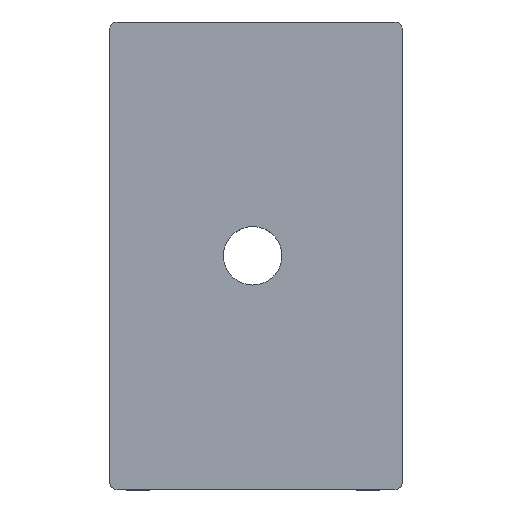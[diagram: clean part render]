
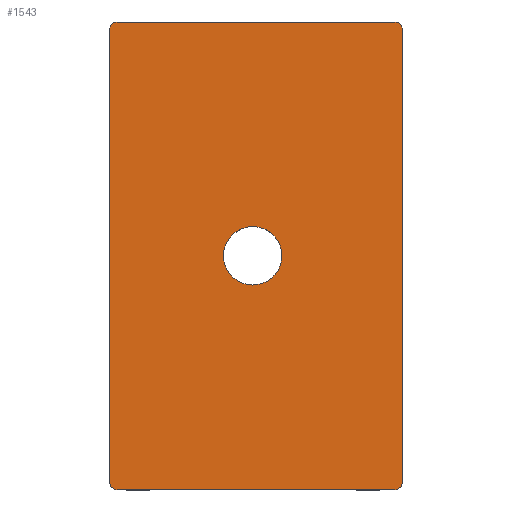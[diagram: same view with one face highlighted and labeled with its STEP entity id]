
A CAD part, top view. The second image highlights one B-rep face of the part: STEP entity #1543.
In plain terms, the highlighted planar face has unit normal (0, 0, 1).
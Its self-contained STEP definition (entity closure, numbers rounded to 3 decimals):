
#28 = ORIENTED_EDGE ( 'NONE', *, *, #2107, .T. ) ;
#48 = DIRECTION ( 'NONE',  ( -1., 0., 0. ) ) ;
#130 = ORIENTED_EDGE ( 'NONE', *, *, #2564, .T. ) ;
#131 = CARTESIAN_POINT ( 'NONE',  ( -9.277, 0., 3. ) ) ;
#149 = VECTOR ( 'NONE', #935, 1000. ) ;
#157 = AXIS2_PLACEMENT_3D ( 'NONE', #1459, #2434, #1000 ) ;
#163 = DIRECTION ( 'NONE',  ( 0., 0., 1. ) ) ;
#180 = CARTESIAN_POINT ( 'NONE',  ( 9.723, 0., 3. ) ) ;
#186 = CARTESIAN_POINT ( 'NONE',  ( 10.223, 32., 3. ) ) ;
#231 = EDGE_CURVE ( 'NONE', #3056, #2695, #2785, .T. ) ;
#268 = ORIENTED_EDGE ( 'NONE', *, *, #762, .T. ) ;
#272 = CIRCLE ( 'NONE', #2056, 2. ) ;
#338 = CARTESIAN_POINT ( 'NONE',  ( 10.223, 31.5, 3. ) ) ;
#342 = CARTESIAN_POINT ( 'NONE',  ( -9.777, 32., 3. ) ) ;
#359 = ORIENTED_EDGE ( 'NONE', *, *, #231, .T. ) ;
#367 = CARTESIAN_POINT ( 'NONE',  ( -9.277, 32., 3. ) ) ;
#395 = DIRECTION ( 'NONE',  ( 0., 0., 1. ) ) ;
#427 = ORIENTED_EDGE ( 'NONE', *, *, #1146, .T. ) ;
#474 = LINE ( 'NONE', #2610, #149 ) ;
#530 = CARTESIAN_POINT ( 'NONE',  ( 9.723, 0.5, 3. ) ) ;
#629 = VERTEX_POINT ( 'NONE', #131 ) ;
#651 = VERTEX_POINT ( 'NONE', #1577 ) ;
#717 = CARTESIAN_POINT ( 'NONE',  ( -2., 16., 3. ) ) ;
#762 = EDGE_CURVE ( 'NONE', #1060, #2161, #272, .T. ) ;
#842 = ORIENTED_EDGE ( 'NONE', *, *, #1005, .F. ) ;
#852 = ORIENTED_EDGE ( 'NONE', *, *, #1433, .T. ) ;
#879 = CIRCLE ( 'NONE', #1289, 0.5 ) ;
#890 = VERTEX_POINT ( 'NONE', #367 ) ;
#935 = DIRECTION ( 'NONE',  ( 1., 0., 0. ) ) ;
#940 = CARTESIAN_POINT ( 'NONE',  ( 9.723, 32., 3. ) ) ;
#979 = AXIS2_PLACEMENT_3D ( 'NONE', #1348, #3047, #1590 ) ;
#982 = CARTESIAN_POINT ( 'NONE',  ( 10.223, 32., 3. ) ) ;
#997 = PLANE ( 'NONE',  #2145 ) ;
#1000 = DIRECTION ( 'NONE',  ( -1., 0., 0. ) ) ;
#1005 = EDGE_CURVE ( 'NONE', #890, #1845, #2105, .T. ) ;
#1060 = VERTEX_POINT ( 'NONE', #3079 ) ;
#1146 = EDGE_CURVE ( 'NONE', #890, #3056, #1544, .T. ) ;
#1177 = CARTESIAN_POINT ( 'NONE',  ( -9.277, 0.5, 3. ) ) ;
#1192 = LINE ( 'NONE', #1471, #2098 ) ;
#1206 = FACE_BOUND ( 'NONE', #2418, .T. ) ;
#1289 = AXIS2_PLACEMENT_3D ( 'NONE', #2584, #163, #2815 ) ;
#1348 = CARTESIAN_POINT ( 'NONE',  ( 0., 16., 3. ) ) ;
#1352 = ORIENTED_EDGE ( 'NONE', *, *, #3064, .T. ) ;
#1433 = EDGE_CURVE ( 'NONE', #2695, #629, #2652, .T. ) ;
#1436 = DIRECTION ( 'NONE',  ( 0., 0., -1. ) ) ;
#1459 = CARTESIAN_POINT ( 'NONE',  ( -9.277, 31.5, 3. ) ) ;
#1471 = CARTESIAN_POINT ( 'NONE',  ( 10.223, 32., 3. ) ) ;
#1524 = DIRECTION ( 'NONE',  ( 0., 0., 1. ) ) ;
#1543 = ADVANCED_FACE ( 'NONE', ( #1206, #2431 ), #997, .F. ) ;
#1544 = CIRCLE ( 'NONE', #157, 0.5 ) ;
#1571 = EDGE_CURVE ( 'NONE', #2113, #651, #1192, .T. ) ;
#1577 = CARTESIAN_POINT ( 'NONE',  ( 10.223, 0.5, 3. ) ) ;
#1590 = DIRECTION ( 'NONE',  ( -1., 0., 0. ) ) ;
#1665 = EDGE_CURVE ( 'NONE', #2113, #1845, #879, .T. ) ;
#1749 = DIRECTION ( 'NONE',  ( -1., 0., 0. ) ) ;
#1784 = AXIS2_PLACEMENT_3D ( 'NONE', #530, #1524, #48 ) ;
#1845 = VERTEX_POINT ( 'NONE', #940 ) ;
#1883 = DIRECTION ( 'NONE',  ( 1., 0., 0. ) ) ;
#1920 = CARTESIAN_POINT ( 'NONE',  ( -9.777, 0.5, 3. ) ) ;
#1923 = DIRECTION ( 'NONE',  ( 0., -1., 0. ) ) ;
#1970 = CARTESIAN_POINT ( 'NONE',  ( 0., 16., 3. ) ) ;
#1984 = DIRECTION ( 'NONE',  ( 0., 0., -1. ) ) ;
#1986 = CIRCLE ( 'NONE', #1784, 0.5 ) ;
#2002 = ORIENTED_EDGE ( 'NONE', *, *, #1571, .F. ) ;
#2056 = AXIS2_PLACEMENT_3D ( 'NONE', #1970, #1984, #1749 ) ;
#2098 = VECTOR ( 'NONE', #1923, 1000. ) ;
#2105 = LINE ( 'NONE', #186, #2907 ) ;
#2107 = EDGE_CURVE ( 'NONE', #2161, #1060, #2767, .T. ) ;
#2113 = VERTEX_POINT ( 'NONE', #338 ) ;
#2145 = AXIS2_PLACEMENT_3D ( 'NONE', #982, #1436, #3144 ) ;
#2161 = VERTEX_POINT ( 'NONE', #717 ) ;
#2307 = DIRECTION ( 'NONE',  ( 0., -1., 0. ) ) ;
#2339 = DIRECTION ( 'NONE',  ( -1., 0., 0. ) ) ;
#2418 = EDGE_LOOP ( 'NONE', ( #28, #268 ) ) ;
#2431 = FACE_OUTER_BOUND ( 'NONE', #2843, .T. ) ;
#2434 = DIRECTION ( 'NONE',  ( 0., 0., 1. ) ) ;
#2508 = ORIENTED_EDGE ( 'NONE', *, *, #1665, .T. ) ;
#2564 = EDGE_CURVE ( 'NONE', #2651, #651, #1986, .T. ) ;
#2584 = CARTESIAN_POINT ( 'NONE',  ( 9.723, 31.5, 3. ) ) ;
#2610 = CARTESIAN_POINT ( 'NONE',  ( 10.223, 0., 3. ) ) ;
#2618 = VECTOR ( 'NONE', #2307, 1000. ) ;
#2651 = VERTEX_POINT ( 'NONE', #180 ) ;
#2652 = CIRCLE ( 'NONE', #2707, 0.5 ) ;
#2695 = VERTEX_POINT ( 'NONE', #1920 ) ;
#2707 = AXIS2_PLACEMENT_3D ( 'NONE', #1177, #395, #2339 ) ;
#2767 = CIRCLE ( 'NONE', #979, 2. ) ;
#2785 = LINE ( 'NONE', #342, #2618 ) ;
#2815 = DIRECTION ( 'NONE',  ( -1., 0., 0. ) ) ;
#2843 = EDGE_LOOP ( 'NONE', ( #359, #852, #1352, #130, #2002, #2508, #842, #427 ) ) ;
#2892 = CARTESIAN_POINT ( 'NONE',  ( -9.777, 31.5, 3. ) ) ;
#2907 = VECTOR ( 'NONE', #1883, 1000. ) ;
#3047 = DIRECTION ( 'NONE',  ( 0., 0., -1. ) ) ;
#3056 = VERTEX_POINT ( 'NONE', #2892 ) ;
#3064 = EDGE_CURVE ( 'NONE', #629, #2651, #474, .T. ) ;
#3079 = CARTESIAN_POINT ( 'NONE',  ( 2., 16., 3. ) ) ;
#3144 = DIRECTION ( 'NONE',  ( -1., 0., 0. ) ) ;
